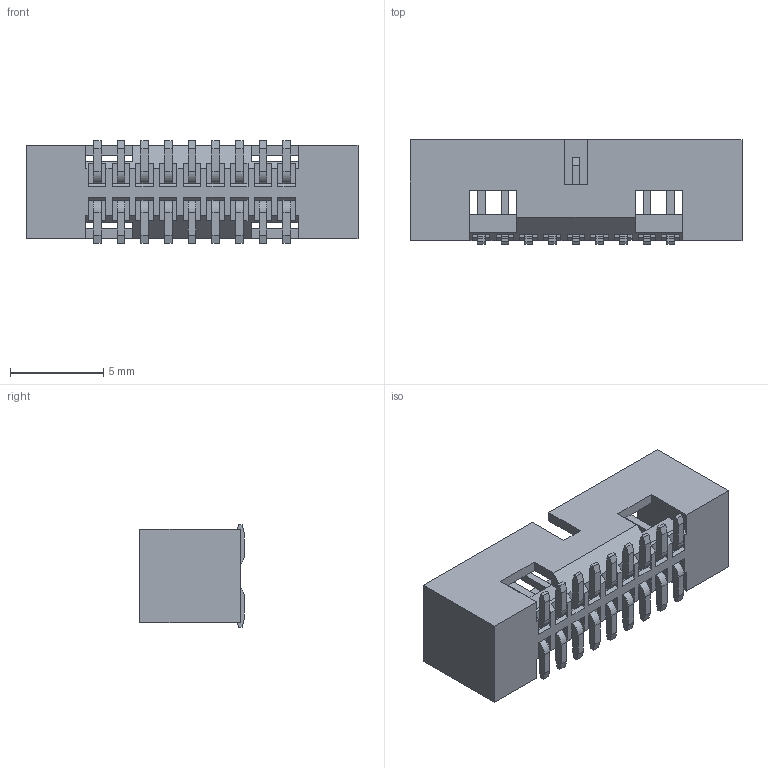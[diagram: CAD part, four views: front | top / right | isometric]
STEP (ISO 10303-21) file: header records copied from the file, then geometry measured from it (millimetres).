
FILE_DESCRIPTION(('FreeCAD Model'),'2;1');
FILE_NAME('Open CASCADE Shape Model','2024-01-09T09:00:45',(''),(''), 'Open CASCADE STEP processor 7.5','FreeCAD','Unknown');
FILE_SCHEMA(('AUTOMOTIVE_DESIGN { 1 0 10303 214 1 1 1 1 }'));
Length unit declared in the file: millimetre
Products named in the file (4): IDC1.27mm2x9Pins; COMPOUND041; COMPOUND039; COMPOUND040
Assembly tree (3 placements, depth 3):
  IDC1.27mm2x9Pins
    COMPOUND041
      COMPOUND039
      COMPOUND040
Bounding box: 17.81 x 5.6 x 5.5 mm (x, y, z)
Volume: 231.7 mm3; surface area: 793.2 mm2
Topology: 2 solids, 2 shells, 462 faces, 1452 edges, 968 vertices
Faces by surface type: plane 426, cylinder 36
Entity records: 34876 total; most frequent: CARTESIAN_POINT 5790, DIRECTION 5360, LINE 4212, VECTOR 4212, ORIENTED_EDGE 2904, PCURVE 2904, DEFINITIONAL_REPRESENTATION 2904, EDGE_CURVE 1452
